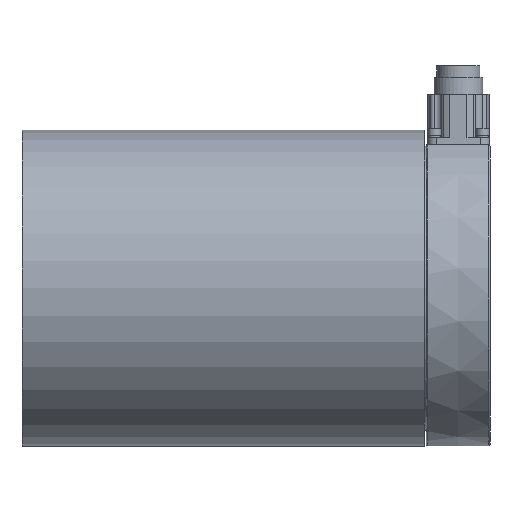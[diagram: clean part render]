
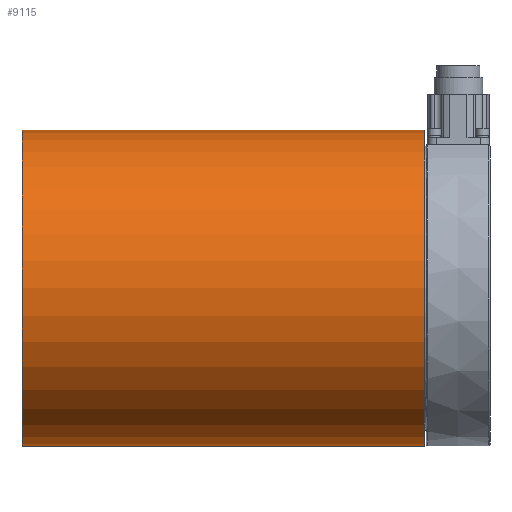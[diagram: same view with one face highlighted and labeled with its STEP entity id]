
A CAD part, left-side view. The second image highlights one B-rep face of the part: STEP entity #9115.
In plain terms, the highlighted cylindrical face has radius 55 mm (diameter 110 mm), a full revolution.
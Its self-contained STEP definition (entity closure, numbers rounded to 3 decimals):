
#2 = CARTESIAN_POINT ( 'NONE',  ( 0., 24.9, 0. ) ) ;
#1146 = DIRECTION ( 'NONE',  ( -0.5, 0., -0.866 ) ) ;
#1267 = CARTESIAN_POINT ( 'NONE',  ( -47.631, 165., 27.5 ) ) ;
#1641 = EDGE_CURVE ( 'NONE', #14415, #14415, #4586, .T. ) ;
#4267 = CARTESIAN_POINT ( 'NONE',  ( -27.5, 24.9, -47.631 ) ) ;
#4586 = CIRCLE ( 'NONE', #7415, 55. ) ;
#5423 = AXIS2_PLACEMENT_3D ( 'NONE', #2, #7838, #1146 ) ;
#5498 = ORIENTED_EDGE ( 'NONE', *, *, #1641, .T. ) ;
#6120 = DIRECTION ( 'NONE',  ( -0.866, 0., 0.5 ) ) ;
#7415 = AXIS2_PLACEMENT_3D ( 'NONE', #11242, #11123, #6120 ) ;
#7838 = DIRECTION ( 'NONE',  ( 0., -1., 0. ) ) ;
#7911 = DIRECTION ( 'NONE',  ( 0., -1., 0. ) ) ;
#7921 = CARTESIAN_POINT ( 'NONE',  ( 0., 126.534, 0. ) ) ;
#7939 = DIRECTION ( 'NONE',  ( -0.866, 0., 0.5 ) ) ;
#9115 = ADVANCED_FACE ( 'NONE', ( #13540, #13717 ), #13321, .T. ) ;
#9179 = AXIS2_PLACEMENT_3D ( 'NONE', #7921, #7911, #7939 ) ;
#10019 = VERTEX_POINT ( 'NONE', #4267 ) ;
#11123 = DIRECTION ( 'NONE',  ( 0., -1., 0. ) ) ;
#11242 = CARTESIAN_POINT ( 'NONE',  ( 0., 165., 0. ) ) ;
#12882 = ORIENTED_EDGE ( 'NONE', *, *, #15585, .F. ) ;
#13321 = CYLINDRICAL_SURFACE ( 'NONE', #9179, 55. ) ;
#13540 = FACE_OUTER_BOUND ( 'NONE', #13888, .T. ) ;
#13549 = EDGE_LOOP ( 'NONE', ( #12882 ) ) ;
#13717 = FACE_OUTER_BOUND ( 'NONE', #13549, .T. ) ;
#13888 = EDGE_LOOP ( 'NONE', ( #5498 ) ) ;
#14415 = VERTEX_POINT ( 'NONE', #1267 ) ;
#14995 = CIRCLE ( 'NONE', #5423, 55. ) ;
#15585 = EDGE_CURVE ( 'NONE', #10019, #10019, #14995, .T. ) ;
